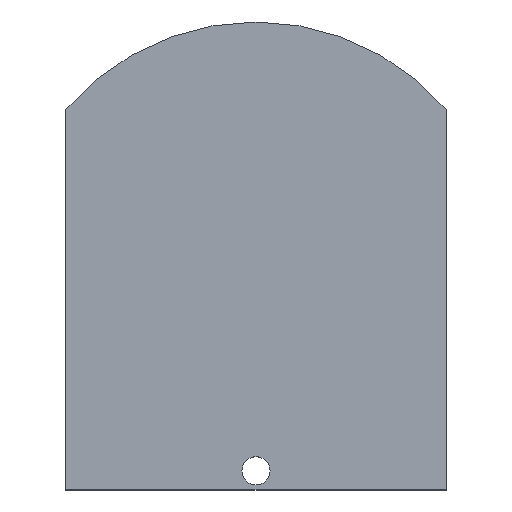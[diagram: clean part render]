
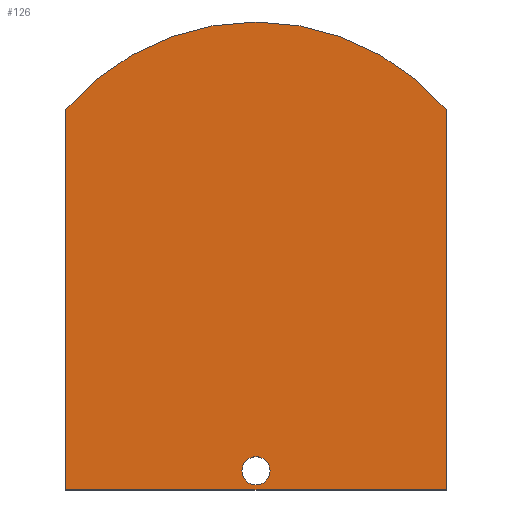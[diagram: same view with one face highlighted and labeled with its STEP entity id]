
A CAD part, top view. The second image highlights one B-rep face of the part: STEP entity #126.
In plain terms, the highlighted planar face has unit normal (0, 0, 1).
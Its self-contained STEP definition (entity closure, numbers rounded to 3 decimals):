
#15=FACE_BOUND('',#35,.T.);
#20=PLANE('',#268);
#27=FACE_OUTER_BOUND('',#34,.T.);
#34=EDGE_LOOP('',(#109,#110,#111,#112));
#35=EDGE_LOOP('',(#113));
#42=LINE('',#376,#53);
#45=LINE('',#382,#56);
#48=LINE('',#386,#59);
#53=VECTOR('',#322,10.);
#56=VECTOR('',#327,10.);
#59=VECTOR('',#332,10.);
#61=CIRCLE('',#261,17.747);
#62=CIRCLE('',#263,1.);
#66=VERTEX_POINT('',#361);
#67=VERTEX_POINT('',#363);
#68=VERTEX_POINT('',#367);
#71=VERTEX_POINT('',#375);
#73=VERTEX_POINT('',#381);
#76=EDGE_CURVE('',#67,#66,#61,.T.);
#78=EDGE_CURVE('',#68,#68,#62,.T.);
#82=EDGE_CURVE('',#71,#67,#42,.T.);
#85=EDGE_CURVE('',#73,#71,#45,.T.);
#88=EDGE_CURVE('',#66,#73,#48,.T.);
#109=ORIENTED_EDGE('',*,*,#88,.T.);
#110=ORIENTED_EDGE('',*,*,#85,.T.);
#111=ORIENTED_EDGE('',*,*,#82,.T.);
#112=ORIENTED_EDGE('',*,*,#76,.T.);
#113=ORIENTED_EDGE('',*,*,#78,.T.);
#126=ADVANCED_FACE('',(#27,#15),#20,.T.);
#261=AXIS2_PLACEMENT_3D('',#364,#309,#310);
#263=AXIS2_PLACEMENT_3D('',#368,#314,#315);
#268=AXIS2_PLACEMENT_3D('',#387,#333,#334);
#309=DIRECTION('center_axis',(0.,0.,
1.));
#310=DIRECTION('ref_axis',(1.,0.,0.));
#314=DIRECTION('center_axis',(0.,0.,
-1.));
#315=DIRECTION('ref_axis',(1.,0.,0.));
#322=DIRECTION('',(0.,1.,0.));
#327=DIRECTION('',(1.,0.,0.));
#332=DIRECTION('',(0.,-1.,0.));
#333=DIRECTION('center_axis',(0.,0.,
1.));
#334=DIRECTION('ref_axis',(1.,0.,0.));
#361=CARTESIAN_POINT('',(43.3,26.1,220.75));
#363=CARTESIAN_POINT('',(70.3,26.1,220.75));
#364=CARTESIAN_POINT('Origin',(56.8,14.58,220.75));
#367=CARTESIAN_POINT('',(55.8,0.457,220.75));
#368=CARTESIAN_POINT('Origin',(56.8,0.457,220.75));
#375=CARTESIAN_POINT('',(70.3,-0.9,220.75));
#376=CARTESIAN_POINT('',(70.3,5.85,220.75));
#381=CARTESIAN_POINT('',(43.3,-0.9,220.75));
#382=CARTESIAN_POINT('',(50.05,-0.9,220.75));
#386=CARTESIAN_POINT('',(43.3,19.35,220.75));
#387=CARTESIAN_POINT('Origin',(56.8,12.6,220.75));
